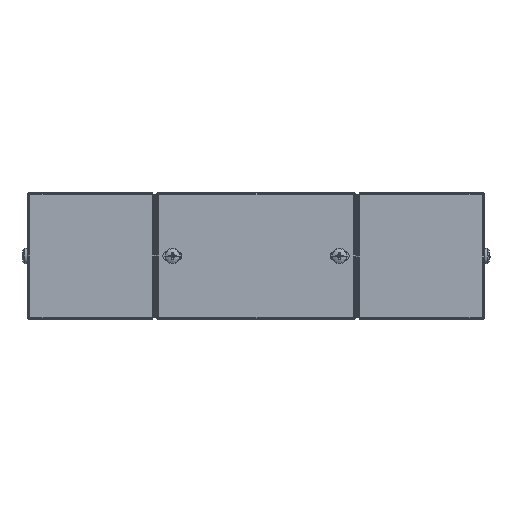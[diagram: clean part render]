
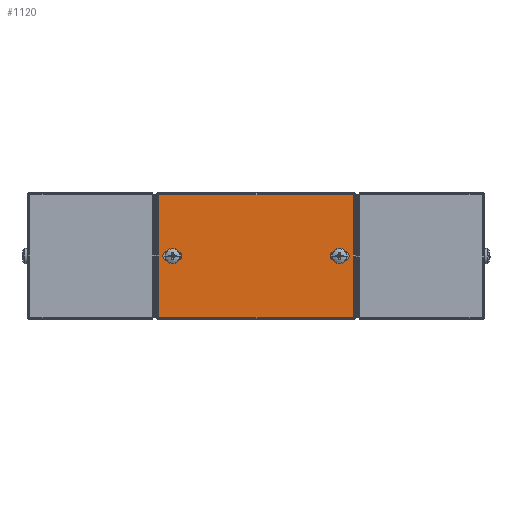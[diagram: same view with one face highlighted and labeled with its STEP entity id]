
A CAD part, left-side view. The second image highlights one B-rep face of the part: STEP entity #1120.
In plain terms, the highlighted face is planar.
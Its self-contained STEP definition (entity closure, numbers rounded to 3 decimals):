
#35 = CARTESIAN_POINT ( 'NONE',  ( -30.559, 0., -33.879 ) ) ;
#238 = VERTEX_POINT ( 'NONE', #3345 ) ;
#292 = CARTESIAN_POINT ( 'NONE',  ( -170.083, 0., 14.321 ) ) ;
#350 = CARTESIAN_POINT ( 'NONE',  ( -22.559, 0., -37.379 ) ) ;
#486 = CARTESIAN_POINT ( 'NONE',  ( -15.859, 0., 15.144 ) ) ;
#493 = DIRECTION ( 'NONE',  ( 1., 0., 0. ) ) ;
#512 = CIRCLE ( 'NONE', #4539, 3.5 ) ;
#648 = VERTEX_POINT ( 'NONE', #4385 ) ;
#764 = ORIENTED_EDGE ( 'NONE', *, *, #1738, .T. ) ;
#783 = ORIENTED_EDGE ( 'NONE', *, *, #7145, .F. ) ;
#785 = DIRECTION ( 'NONE',  ( 0., 0., -1. ) ) ;
#797 = CIRCLE ( 'NONE', #5868, 3.5 ) ;
#809 = EDGE_CURVE ( 'NONE', #6460, #648, #9095, .T. ) ;
#868 = DIRECTION ( 'NONE',  ( -1., 0., 0. ) ) ;
#895 = CARTESIAN_POINT ( 'NONE',  ( -169.259, 0., -82.079 ) ) ;
#923 = EDGE_CURVE ( 'NONE', #4056, #7021, #3290, .T. ) ;
#986 = CARTESIAN_POINT ( 'NONE',  ( -15.036, 0., -82.079 ) ) ;
#1120 = ADVANCED_FACE ( 'NONE', ( #7550, #6841, #2613 ), #5455, .T. ) ;
#1264 = DIRECTION ( 'NONE',  ( 0., 0., 1. ) ) ;
#1411 = VECTOR ( 'NONE', #5784, 1000. ) ;
#1564 = EDGE_CURVE ( 'NONE', #3534, #238, #5994, .T. ) ;
#1738 = EDGE_CURVE ( 'NONE', #8692, #6825, #6703, .T. ) ;
#1816 = LINE ( 'NONE', #986, #8122 ) ;
#1881 = ORIENTED_EDGE ( 'NONE', *, *, #809, .F. ) ;
#1902 = CARTESIAN_POINT ( 'NONE',  ( -171.059, 0., 16.121 ) ) ;
#1933 = DIRECTION ( 'NONE',  ( 1., 0., 0. ) ) ;
#2074 = CARTESIAN_POINT ( 'NONE',  ( -162.559, 0., -30.379 ) ) ;
#2095 = CARTESIAN_POINT ( 'NONE',  ( -154.559, 0., -33.879 ) ) ;
#2269 = CARTESIAN_POINT ( 'NONE',  ( -169.259, 0., 14.321 ) ) ;
#2429 = EDGE_CURVE ( 'NONE', #7667, #6295, #7855, .T. ) ;
#2537 = EDGE_CURVE ( 'NONE', #6295, #3534, #512, .T. ) ;
#2613 = FACE_OUTER_BOUND ( 'NONE', #3690, .T. ) ;
#2664 = EDGE_CURVE ( 'NONE', #8979, #8692, #1816, .T. ) ;
#2687 = VECTOR ( 'NONE', #868, 1000. ) ;
#2692 = LINE ( 'NONE', #5536, #4670 ) ;
#2905 = DIRECTION ( 'NONE',  ( 0., 1., 0. ) ) ;
#2952 = CARTESIAN_POINT ( 'NONE',  ( -162.559, 0., -33.879 ) ) ;
#3052 = ORIENTED_EDGE ( 'NONE', *, *, #2537, .F. ) ;
#3077 = CARTESIAN_POINT ( 'NONE',  ( -169.259, 0., -82.903 ) ) ;
#3146 = DIRECTION ( 'NONE',  ( 1., 0., 0. ) ) ;
#3290 = CIRCLE ( 'NONE', #8081, 3.5 ) ;
#3316 = EDGE_CURVE ( 'NONE', #648, #4056, #2692, .T. ) ;
#3331 = VECTOR ( 'NONE', #5915, 1000. ) ;
#3339 = DIRECTION ( 'NONE',  ( 0., 0., -1. ) ) ;
#3345 = CARTESIAN_POINT ( 'NONE',  ( -154.559, 0., -30.379 ) ) ;
#3501 = ORIENTED_EDGE ( 'NONE', *, *, #8089, .T. ) ;
#3534 = VERTEX_POINT ( 'NONE', #2074 ) ;
#3690 = EDGE_LOOP ( 'NONE', ( #3501, #4534, #764, #8578 ) ) ;
#4004 = ORIENTED_EDGE ( 'NONE', *, *, #2429, .F. ) ;
#4042 = DIRECTION ( 'NONE',  ( 0., 0., 1. ) ) ;
#4056 = VERTEX_POINT ( 'NONE', #4611 ) ;
#4113 = ORIENTED_EDGE ( 'NONE', *, *, #1564, .F. ) ;
#4322 = EDGE_LOOP ( 'NONE', ( #8229, #5799, #1881, #783 ) ) ;
#4385 = CARTESIAN_POINT ( 'NONE',  ( -30.559, 0., -30.379 ) ) ;
#4430 = CARTESIAN_POINT ( 'NONE',  ( -22.559, 0., -33.879 ) ) ;
#4519 = VECTOR ( 'NONE', #3146, 1000. ) ;
#4529 = VECTOR ( 'NONE', #1933, 1000. ) ;
#4534 = ORIENTED_EDGE ( 'NONE', *, *, #2664, .T. ) ;
#4539 = AXIS2_PLACEMENT_3D ( 'NONE', #2952, #8598, #7896 ) ;
#4611 = CARTESIAN_POINT ( 'NONE',  ( -22.559, 0., -30.379 ) ) ;
#4670 = VECTOR ( 'NONE', #493, 1000. ) ;
#5186 = DIRECTION ( 'NONE',  ( 0., 1., 0. ) ) ;
#5320 = ORIENTED_EDGE ( 'NONE', *, *, #5448, .F. ) ;
#5353 = LINE ( 'NONE', #7267, #2687 ) ;
#5448 = EDGE_CURVE ( 'NONE', #238, #7667, #797, .T. ) ;
#5455 = PLANE ( 'NONE',  #6430 ) ;
#5536 = CARTESIAN_POINT ( 'NONE',  ( -22.559, 0., -30.379 ) ) ;
#5784 = DIRECTION ( 'NONE',  ( -1., 0., 0. ) ) ;
#5799 = ORIENTED_EDGE ( 'NONE', *, *, #3316, .F. ) ;
#5820 = DIRECTION ( 'NONE',  ( 0., 0., -1. ) ) ;
#5868 = AXIS2_PLACEMENT_3D ( 'NONE', #2095, #8408, #1264 ) ;
#5915 = DIRECTION ( 'NONE',  ( 0., 0., 1. ) ) ;
#5994 = LINE ( 'NONE', #7538, #4529 ) ;
#6070 = CARTESIAN_POINT ( 'NONE',  ( -15.859, 0., -82.079 ) ) ;
#6097 = VECTOR ( 'NONE', #3339, 1000. ) ;
#6253 = AXIS2_PLACEMENT_3D ( 'NONE', #35, #2905, #785 ) ;
#6295 = VERTEX_POINT ( 'NONE', #7611 ) ;
#6430 = AXIS2_PLACEMENT_3D ( 'NONE', #1902, #7589, #4042 ) ;
#6460 = VERTEX_POINT ( 'NONE', #8871 ) ;
#6703 = LINE ( 'NONE', #3077, #3331 ) ;
#6825 = VERTEX_POINT ( 'NONE', #2269 ) ;
#6841 = FACE_BOUND ( 'NONE', #4322, .T. ) ;
#6879 = LINE ( 'NONE', #486, #6097 ) ;
#7021 = VERTEX_POINT ( 'NONE', #350 ) ;
#7032 = VERTEX_POINT ( 'NONE', #8022 ) ;
#7145 = EDGE_CURVE ( 'NONE', #7021, #6460, #5353, .T. ) ;
#7242 = CARTESIAN_POINT ( 'NONE',  ( -162.559, 0., -37.379 ) ) ;
#7267 = CARTESIAN_POINT ( 'NONE',  ( -22.559, 0., -37.379 ) ) ;
#7538 = CARTESIAN_POINT ( 'NONE',  ( -162.559, 0., -30.379 ) ) ;
#7550 = FACE_BOUND ( 'NONE', #7745, .T. ) ;
#7589 = DIRECTION ( 'NONE',  ( 0., 1., 0. ) ) ;
#7611 = CARTESIAN_POINT ( 'NONE',  ( -162.559, 0., -37.379 ) ) ;
#7667 = VERTEX_POINT ( 'NONE', #8391 ) ;
#7745 = EDGE_LOOP ( 'NONE', ( #3052, #4004, #5320, #4113 ) ) ;
#7855 = LINE ( 'NONE', #7242, #1411 ) ;
#7896 = DIRECTION ( 'NONE',  ( 0., 0., 1. ) ) ;
#8022 = CARTESIAN_POINT ( 'NONE',  ( -15.859, 0., 14.321 ) ) ;
#8081 = AXIS2_PLACEMENT_3D ( 'NONE', #4430, #5186, #5820 ) ;
#8085 = DIRECTION ( 'NONE',  ( -1., 0., 0. ) ) ;
#8089 = EDGE_CURVE ( 'NONE', #7032, #8979, #6879, .T. ) ;
#8122 = VECTOR ( 'NONE', #8085, 1000. ) ;
#8229 = ORIENTED_EDGE ( 'NONE', *, *, #923, .F. ) ;
#8391 = CARTESIAN_POINT ( 'NONE',  ( -154.559, 0., -37.379 ) ) ;
#8408 = DIRECTION ( 'NONE',  ( 0., 1., 0. ) ) ;
#8578 = ORIENTED_EDGE ( 'NONE', *, *, #8592, .T. ) ;
#8592 = EDGE_CURVE ( 'NONE', #6825, #7032, #8798, .T. ) ;
#8598 = DIRECTION ( 'NONE',  ( 0., 1., 0. ) ) ;
#8692 = VERTEX_POINT ( 'NONE', #895 ) ;
#8798 = LINE ( 'NONE', #292, #4519 ) ;
#8871 = CARTESIAN_POINT ( 'NONE',  ( -30.559, 0., -37.379 ) ) ;
#8979 = VERTEX_POINT ( 'NONE', #6070 ) ;
#9095 = CIRCLE ( 'NONE', #6253, 3.5 ) ;
